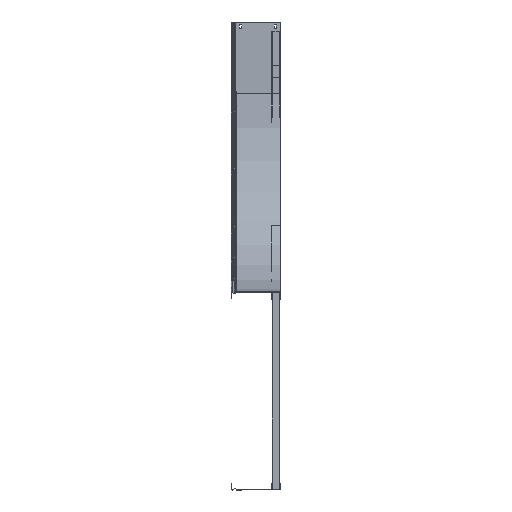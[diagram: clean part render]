
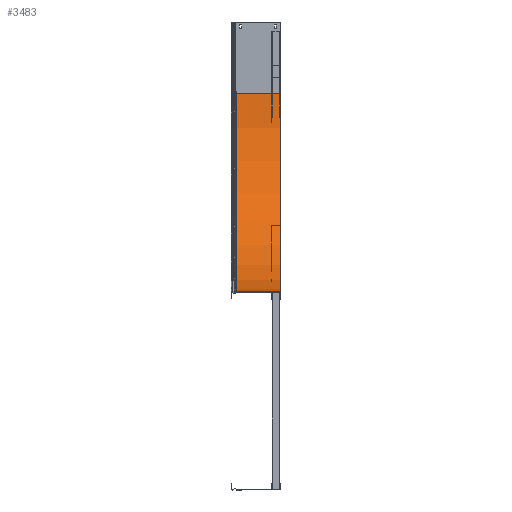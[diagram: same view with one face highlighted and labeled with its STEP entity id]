
A CAD part, left-side view. The second image highlights one B-rep face of the part: STEP entity #3483.
In plain terms, the highlighted cylindrical face has radius 600 mm (diameter 1200 mm), a partial arc.
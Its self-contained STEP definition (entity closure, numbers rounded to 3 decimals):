
#261 = DIRECTION ( 'NONE',  ( 0., 1., 0. ) ) ;
#701 = EDGE_CURVE ( 'NONE', #12794, #1752, #12645, .T. ) ;
#1123 = VECTOR ( 'NONE', #14858, 1000. ) ;
#1470 = CARTESIAN_POINT ( 'NONE',  ( 0., 2.2, -600. ) ) ;
#1532 = DIRECTION ( 'NONE',  ( 1., 0., 0. ) ) ;
#1752 = VERTEX_POINT ( 'NONE', #12804 ) ;
#1846 = VERTEX_POINT ( 'NONE', #11830 ) ;
#2128 = ORIENTED_EDGE ( 'NONE', *, *, #4451, .T. ) ;
#3483 = ADVANCED_FACE ( 'NONE', ( #5380 ), #11270, .F. ) ;
#4451 = EDGE_CURVE ( 'NONE', #1752, #1846, #8951, .T. ) ;
#4668 = CARTESIAN_POINT ( 'NONE',  ( 0., 0., 0. ) ) ;
#5380 = FACE_OUTER_BOUND ( 'NONE', #10657, .T. ) ;
#7086 = AXIS2_PLACEMENT_3D ( 'NONE', #11185, #7632, #1532 ) ;
#7245 = EDGE_CURVE ( 'NONE', #1846, #11868, #7720, .T. ) ;
#7632 = DIRECTION ( 'NONE',  ( 0., 1., 0. ) ) ;
#7720 = CIRCLE ( 'NONE', #7086, 600. ) ;
#8842 = AXIS2_PLACEMENT_3D ( 'NONE', #14887, #261, #13726 ) ;
#8951 = LINE ( 'NONE', #15432, #13157 ) ;
#9402 = DIRECTION ( 'NONE',  ( 1., 0., 0. ) ) ;
#9779 = ORIENTED_EDGE ( 'NONE', *, *, #7245, .T. ) ;
#9992 = CARTESIAN_POINT ( 'NONE',  ( 0., 134.499, -600. ) ) ;
#10465 = ORIENTED_EDGE ( 'NONE', *, *, #12847, .F. ) ;
#10586 = DIRECTION ( 'NONE',  ( 0., 1., 0. ) ) ;
#10657 = EDGE_LOOP ( 'NONE', ( #9779, #10465, #14606, #2128 ) ) ;
#10864 = CARTESIAN_POINT ( 'NONE',  ( 0., 0., -600. ) ) ;
#11185 = CARTESIAN_POINT ( 'NONE',  ( 0., 134.499, 0. ) ) ;
#11270 = CYLINDRICAL_SURFACE ( 'NONE', #8842, 600. ) ;
#11809 = DIRECTION ( 'NONE',  ( 0., -1., 0. ) ) ;
#11830 = CARTESIAN_POINT ( 'NONE',  ( 600., 134.499, 0. ) ) ;
#11868 = VERTEX_POINT ( 'NONE', #9992 ) ;
#12645 = CIRCLE ( 'NONE', #13021, 600. ) ;
#12794 = VERTEX_POINT ( 'NONE', #10864 ) ;
#12804 = CARTESIAN_POINT ( 'NONE',  ( 600., 0., 0. ) ) ;
#12847 = EDGE_CURVE ( 'NONE', #12794, #11868, #14669, .T. ) ;
#13021 = AXIS2_PLACEMENT_3D ( 'NONE', #4668, #11809, #9402 ) ;
#13157 = VECTOR ( 'NONE', #10586, 1000. ) ;
#13726 = DIRECTION ( 'NONE',  ( 0., 0., 1. ) ) ;
#14606 = ORIENTED_EDGE ( 'NONE', *, *, #701, .T. ) ;
#14669 = LINE ( 'NONE', #1470, #1123 ) ;
#14858 = DIRECTION ( 'NONE',  ( 0., 1., 0. ) ) ;
#14887 = CARTESIAN_POINT ( 'NONE',  ( 0., 0., 0. ) ) ;
#15432 = CARTESIAN_POINT ( 'NONE',  ( 600., 2.2, 0. ) ) ;
